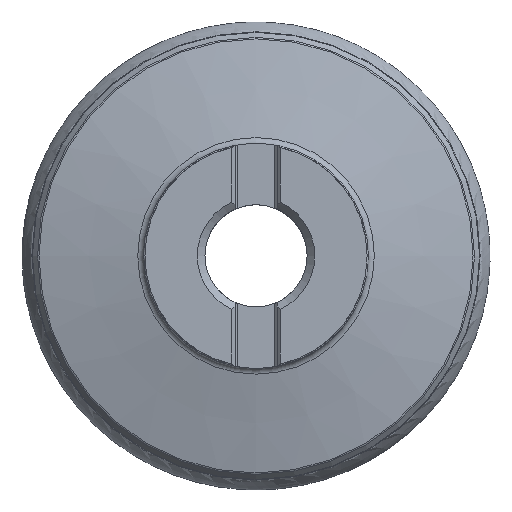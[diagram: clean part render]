
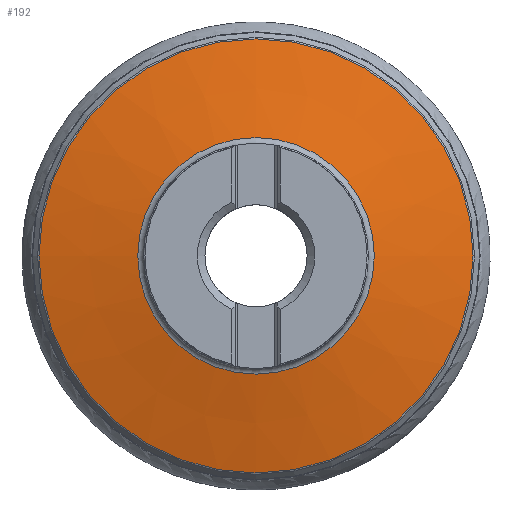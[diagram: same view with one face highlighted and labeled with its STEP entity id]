
A CAD part, top view. The second image highlights one B-rep face of the part: STEP entity #192.
In plain terms, the highlighted conical face has half-angle 76.756 degrees and reference radius 44 mm.
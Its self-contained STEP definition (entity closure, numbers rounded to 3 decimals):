
#115=CONICAL_SURFACE('',#1014,44.,76.756);
#192=ADVANCED_FACE('S9',(#314,#315),#115,.T.);
#314=FACE_BOUND('',#375,.T.);
#315=FACE_BOUND('',#376,.T.);
#375=EDGE_LOOP('',(#488));
#376=EDGE_LOOP('',(#489));
#488=ORIENTED_EDGE('',*,*,#742,.T.);
#489=ORIENTED_EDGE('',*,*,#743,.T.);
#666=VERTEX_POINT('',#1578);
#667=VERTEX_POINT('',#1580);
#742=EDGE_CURVE('',#666,#666,#803,.T.);
#743=EDGE_CURVE('',#667,#667,#804,.T.);
#803=CIRCLE('',#1012,84.99);
#804=CIRCLE('',#1013,46.313);
#1012=AXIS2_PLACEMENT_3D('',#1577,#1195,#1196);
#1013=AXIS2_PLACEMENT_3D('',#1579,#1197,#1198);
#1014=AXIS2_PLACEMENT_3D('',#1581,#1199,#1200);
#1195=DIRECTION('',(0.,0.,1.));
#1196=DIRECTION('',(0.,1.,0.));
#1197=DIRECTION('',(0.,0.,-1.));
#1198=DIRECTION('',(0.,-1.,0.));
#1199=DIRECTION('',(0.,0.,-1.));
#1200=DIRECTION('',(0.,-1.,0.));
#1577=CARTESIAN_POINT('',(0.,0.,-32.648));
#1578=CARTESIAN_POINT('',(0.,84.99,-32.648));
#1579=CARTESIAN_POINT('',(0.,0.,-23.544));
#1580=CARTESIAN_POINT('',(0.,-46.313,-23.544));
#1581=CARTESIAN_POINT('',(0.,0.,-23.));
